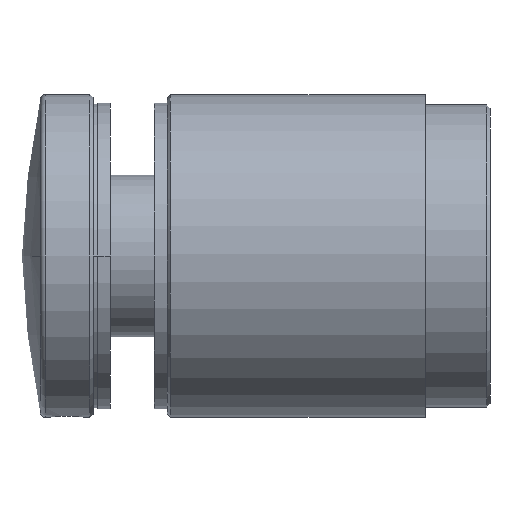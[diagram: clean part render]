
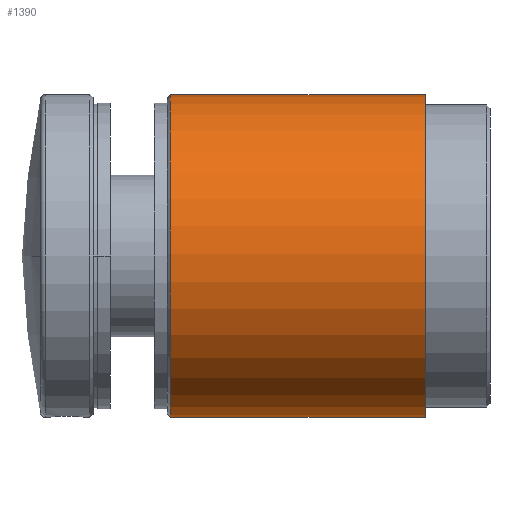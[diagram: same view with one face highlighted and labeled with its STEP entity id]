
A CAD part, left-side view. The second image highlights one B-rep face of the part: STEP entity #1390.
In plain terms, the highlighted cylindrical face has radius 25 mm (diameter 50 mm), a partial arc.
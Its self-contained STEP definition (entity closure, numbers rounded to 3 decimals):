
#140 = VECTOR ( 'NONE', #1553, 1000. ) ;
#208 = VERTEX_POINT ( 'NONE', #2686 ) ;
#426 = DIRECTION ( 'NONE',  ( 0., -1., 0. ) ) ;
#573 = CARTESIAN_POINT ( 'NONE',  ( 0., -2.5, 0. ) ) ;
#654 = ORIENTED_EDGE ( 'NONE', *, *, #2021, .F. ) ;
#716 = ORIENTED_EDGE ( 'NONE', *, *, #2570, .T. ) ;
#908 = CARTESIAN_POINT ( 'NONE',  ( 0., -14., 0. ) ) ;
#924 = AXIS2_PLACEMENT_3D ( 'NONE', #908, #1615, #3041 ) ;
#1014 = VERTEX_POINT ( 'NONE', #1692 ) ;
#1390 = ADVANCED_FACE ( 'NONE', ( #2970 ), #4065, .T. ) ;
#1476 = CARTESIAN_POINT ( 'NONE',  ( 0., -42., 0. ) ) ;
#1553 = DIRECTION ( 'NONE',  ( 0., -1., 0. ) ) ;
#1587 = CIRCLE ( 'NONE', #3198, 25. ) ;
#1615 = DIRECTION ( 'NONE',  ( 0., -1., 0. ) ) ;
#1692 = CARTESIAN_POINT ( 'NONE',  ( 0., -2.5, -25. ) ) ;
#2003 = EDGE_CURVE ( 'NONE', #208, #4372, #4247, .T. ) ;
#2021 = EDGE_CURVE ( 'NONE', #4485, #208, #3576, .T. ) ;
#2441 = CARTESIAN_POINT ( 'NONE',  ( 0., -14., -25. ) ) ;
#2570 = EDGE_CURVE ( 'NONE', #1014, #4372, #3773, .T. ) ;
#2686 = CARTESIAN_POINT ( 'NONE',  ( 0., -42., 25. ) ) ;
#2805 = EDGE_CURVE ( 'NONE', #4485, #1014, #1587, .T. ) ;
#2970 = FACE_OUTER_BOUND ( 'NONE', #4108, .T. ) ;
#2977 = DIRECTION ( 'NONE',  ( 0., 0., -1. ) ) ;
#3041 = DIRECTION ( 'NONE',  ( 0., 0., -1. ) ) ;
#3058 = DIRECTION ( 'NONE',  ( 0., -1., 0. ) ) ;
#3189 = ORIENTED_EDGE ( 'NONE', *, *, #2805, .T. ) ;
#3191 = CARTESIAN_POINT ( 'NONE',  ( 0., -42., -25. ) ) ;
#3198 = AXIS2_PLACEMENT_3D ( 'NONE', #573, #3286, #4005 ) ;
#3216 = AXIS2_PLACEMENT_3D ( 'NONE', #1476, #426, #2977 ) ;
#3286 = DIRECTION ( 'NONE',  ( 0., -1., 0. ) ) ;
#3504 = ORIENTED_EDGE ( 'NONE', *, *, #2003, .F. ) ;
#3576 = LINE ( 'NONE', #4382, #140 ) ;
#3630 = CARTESIAN_POINT ( 'NONE',  ( 0., -2.5, 25. ) ) ;
#3634 = VECTOR ( 'NONE', #3058, 1000. ) ;
#3773 = LINE ( 'NONE', #2441, #3634 ) ;
#4005 = DIRECTION ( 'NONE',  ( 0., 0., -1. ) ) ;
#4065 = CYLINDRICAL_SURFACE ( 'NONE', #924, 25. ) ;
#4108 = EDGE_LOOP ( 'NONE', ( #654, #3189, #716, #3504 ) ) ;
#4247 = CIRCLE ( 'NONE', #3216, 25. ) ;
#4372 = VERTEX_POINT ( 'NONE', #3191 ) ;
#4382 = CARTESIAN_POINT ( 'NONE',  ( 0., -14., 25. ) ) ;
#4485 = VERTEX_POINT ( 'NONE', #3630 ) ;
